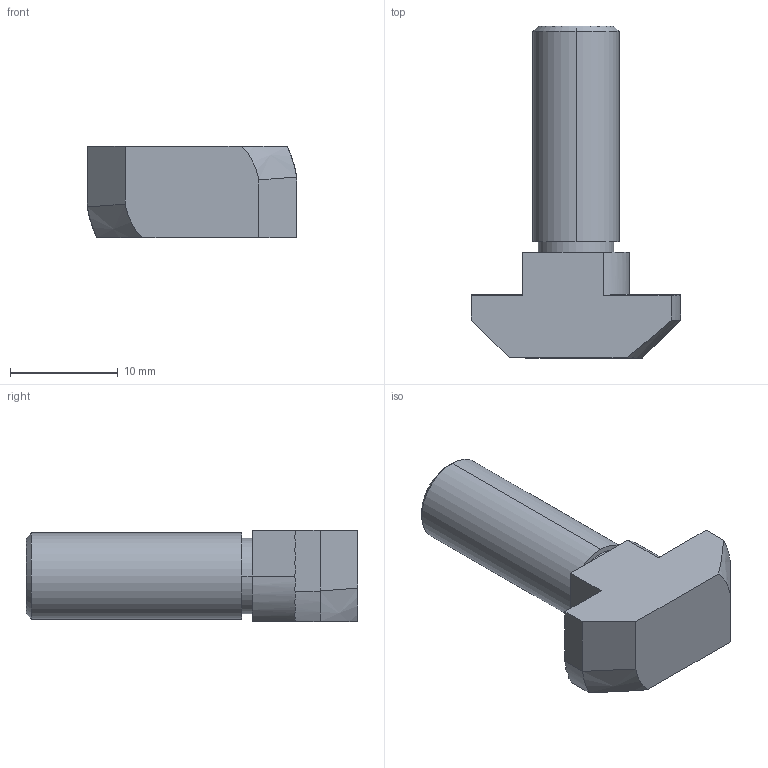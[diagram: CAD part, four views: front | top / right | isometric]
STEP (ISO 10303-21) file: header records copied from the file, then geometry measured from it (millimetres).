
FILE_DESCRIPTION (( 'STEP AP203' ), '1' );
FILE_NAME ('AL-1D07.A42A.01 Áîëò Ò-îáðàçíûé ïàç 10, Ì8, 25 ìì.STEP', '2024-07-08T12:03:31', ( '' ), ( '' ), 'SwSTEP 2.0', 'SolidWorks 2021', '' );
FILE_SCHEMA (( 'CONFIG_CONTROL_DESIGN' ));
Length unit declared in the file: millimetre
Products named in the file (1): AL-1D07.A42A.01 Áîëò Ò-îáðàçíûé ïàç 10, Ì8, 25 ìì
Bounding box: 19.4 x 30.8 x 8.5 mm (x, y, z)
Volume: 2194.3 mm3; surface area: 1260.4 mm2
Topology: 1 solids, 1 shells, 84 faces, 234 edges, 154 vertices
Faces by surface type: plane 72, cylinder 8, cone 4
Entity records: 2759 total; most frequent: CARTESIAN_POINT 555, ORIENTED_EDGE 468, DIRECTION 422, EDGE_CURVE 234, LINE 164, VECTOR 164, VERTEX_POINT 154, AXIS2_PLACEMENT_3D 129
